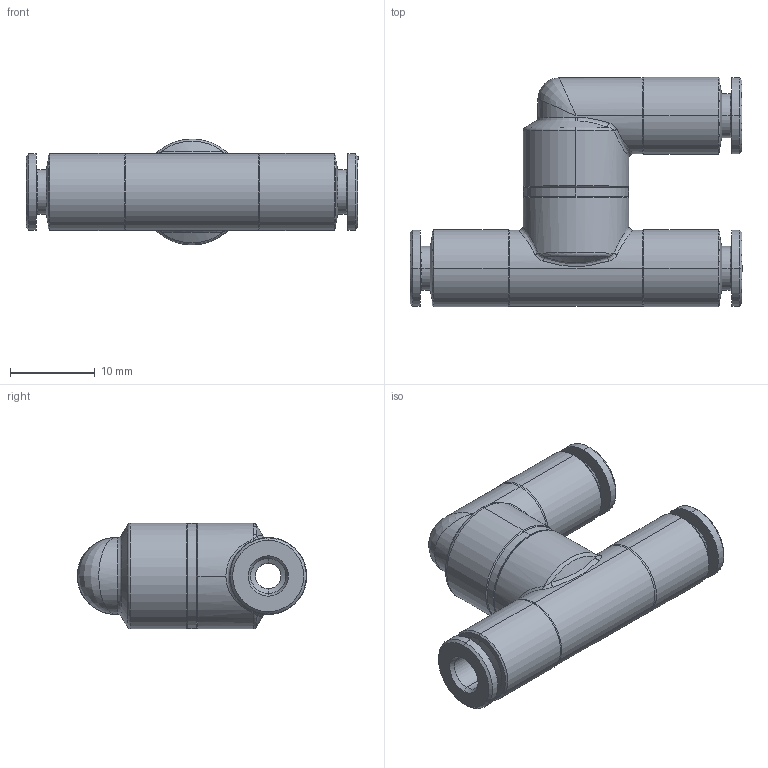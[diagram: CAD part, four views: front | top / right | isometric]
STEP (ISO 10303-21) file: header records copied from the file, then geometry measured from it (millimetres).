
FILE_DESCRIPTION (( 'STEP AP203' ), '1' );
FILE_NAME ('A0371010.STEP', '2009-12-17T09:03:51', ( '' ), ( 'sopra-pneumatic' ), 'SwSTEP 2.0', 'SolidWorks 2009', '' );
FILE_SCHEMA (( 'CONFIG_CONTROL_DESIGN' ));
Length unit declared in the file: millimetre
Products named in the file (1): A0371010
Bounding box: 39.2 x 27.1 x 12.5 mm (x, y, z)
Volume: 4138.2 mm3; surface area: 3507 mm2
Topology: 1 solids, 1 shells, 135 faces, 292 edges, 165 vertices
Faces by surface type: cylinder 46, cone 45, plane 16, torus 14, bspline 14
Entity records: 6121 total; most frequent: CARTESIAN_POINT 3134, DIRECTION 650, ORIENTED_EDGE 580, EDGE_CURVE 290, AXIS2_PLACEMENT_3D 279, VERTEX_POINT 165, CIRCLE 157, EDGE_LOOP 147
